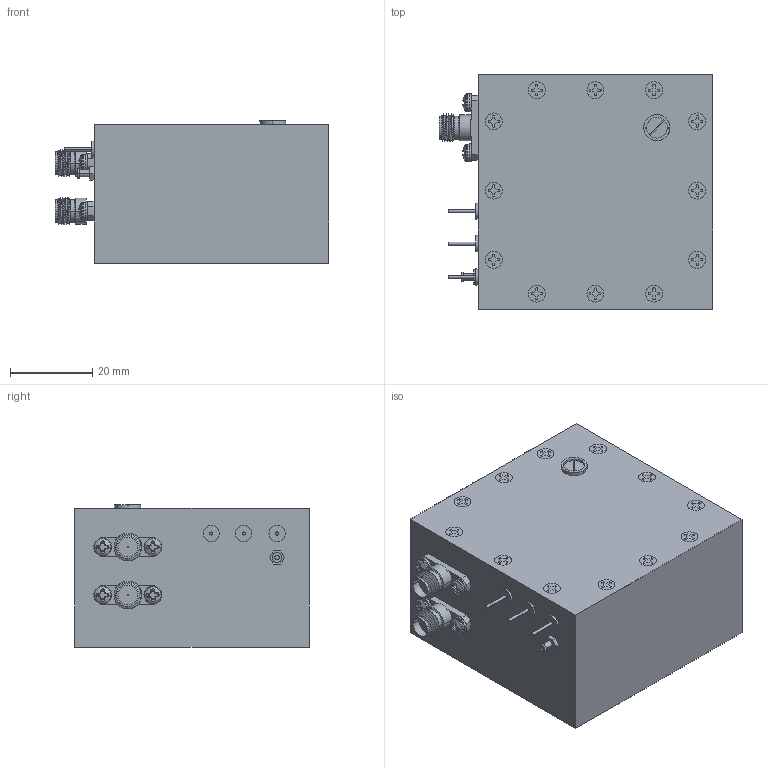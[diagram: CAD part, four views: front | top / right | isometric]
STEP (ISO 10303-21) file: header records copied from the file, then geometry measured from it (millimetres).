
FILE_DESCRIPTION (( 'STEP AP203' ), '1' );
FILE_NAME ('SOP-09301115-SF-E1.STEP', '2019-04-12T18:26:05', ( '' ), ( '' ), 'SwSTEP 2.0', 'SolidWorks 2016', '' );
FILE_SCHEMA (( 'CONFIG_CONTROL_DESIGN' ));
Length unit declared in the file: inch
Products named in the file (1): SOP-09301115-SF-E1
Bounding box: 66.6 x 57.15 x 34.68 mm (x, y, z)
Volume: 111441.2 mm3; surface area: 17300.7 mm2
Topology: 28 solids, 28 shells, 1238 faces, 3416 edges, 2238 vertices
Faces by surface type: cylinder 583, plane 385, cone 185, bspline 57, torus 20, sphere 8
Entity records: 59601 total; most frequent: CARTESIAN_POINT 31328, ORIENTED_EDGE 6764, DIRECTION 5100, EDGE_CURVE 3382, VERTEX_POINT 2238, AXIS2_PLACEMENT_3D 1919, EDGE_LOOP 1290, VECTOR 1262
